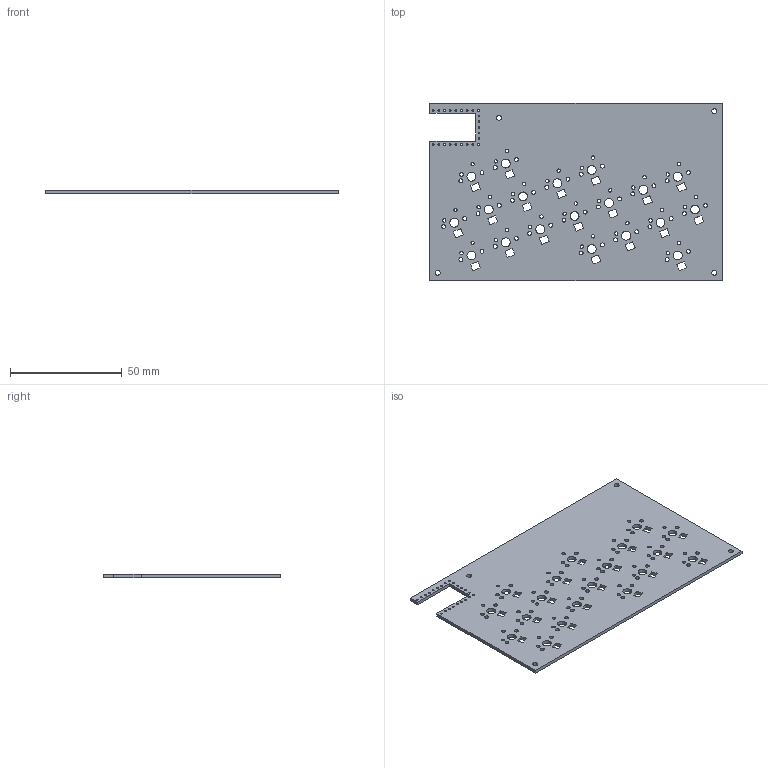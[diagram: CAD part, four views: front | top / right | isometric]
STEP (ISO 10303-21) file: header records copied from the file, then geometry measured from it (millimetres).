
FILE_DESCRIPTION(('KiCad electronic assembly'),'2;1');
FILE_NAME('prototype.step','2025-12-10T20:49:14',('Pcbnew'),('Kicad'), 'Open CASCADE STEP processor 7.8','KiCad to STEP converter','Unknown' );
FILE_SCHEMA(('AUTOMOTIVE_DESIGN { 1 0 10303 214 1 1 1 1 }'));
Length unit declared in the file: millimetre
Products named in the file (2): prototype 1; prototype_PCB
Assembly tree (1 placements, depth 2):
  prototype 1
    prototype_PCB
Bounding box: 131 x 79.5 x 1.51 mm (x, y, z)
Volume: 14388.7 mm3; surface area: 21202.9 mm2
Topology: 1 solids, 1 shells, 284 faces, 846 edges, 564 vertices
Faces by surface type: cylinder 198, plane 86
Full cylindrical faces by diameter (mm): 0.8 x23, 1.524 x38, 1.75 x38, 2.2 x4, 3.988 x19
Entity records: 10327 total; most frequent: DIRECTION 1814, CARTESIAN_POINT 1696, ORIENTED_EDGE 1692, EDGE_CURVE 846, AXIS2_PLACEMENT_3D 682, FACE_BOUND 566, EDGE_LOOP 566, VERTEX_POINT 564
